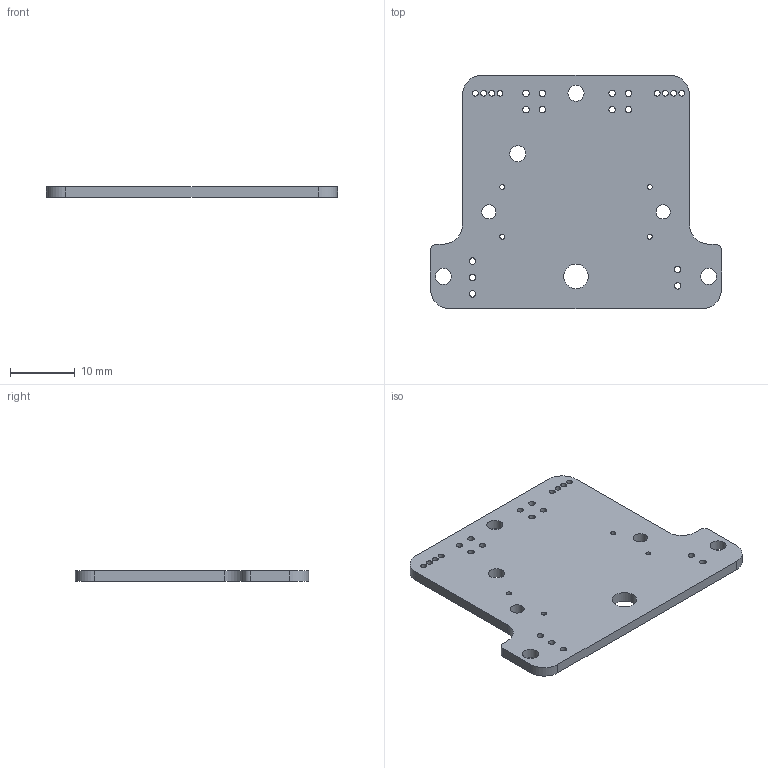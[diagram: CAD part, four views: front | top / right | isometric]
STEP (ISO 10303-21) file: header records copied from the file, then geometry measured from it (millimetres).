
FILE_DESCRIPTION(('KiCad electronic assembly'),'2;1');
FILE_NAME('GAUGE_Analog Instruments.step','2023-01-27T21:09:14',( 'Pcbnew'),('Kicad'),'Open CASCADE STEP processor 7.6', 'KiCad to STEP converter','Unknown');
FILE_SCHEMA(('AUTOMOTIVE_DESIGN { 1 0 10303 214 1 1 1 1 }'));
Length unit declared in the file: millimetre
Products named in the file (2): GAUGE_Analog Instruments 1; _autosave-GAUGE_Analog Instruments PCB
Assembly tree (1 placements, depth 2):
  GAUGE_Analog Instruments 1
    _autosave-GAUGE_Analog Instruments PCB
Bounding box: 45.11 x 36.16 x 1.6 mm (x, y, z)
Volume: 2097.4 mm3; surface area: 3076.4 mm2
Topology: 1 solids, 1 shells, 50 faces, 144 edges, 96 vertices
Faces by surface type: cylinder 40, plane 10
Full cylindrical faces by diameter (mm): 0.762 x4, 0.9 x8, 1 x13, 2.2 x2, 2.5 x4, 3.8 x1
Entity records: 3975 total; most frequent: CARTESIAN_POINT 1060, DIRECTION 536, ORIENTED_EDGE 288, PCURVE 288, DEFINITIONAL_REPRESENTATION 288, LINE 272, VECTOR 272, EDGE_CURVE 144
